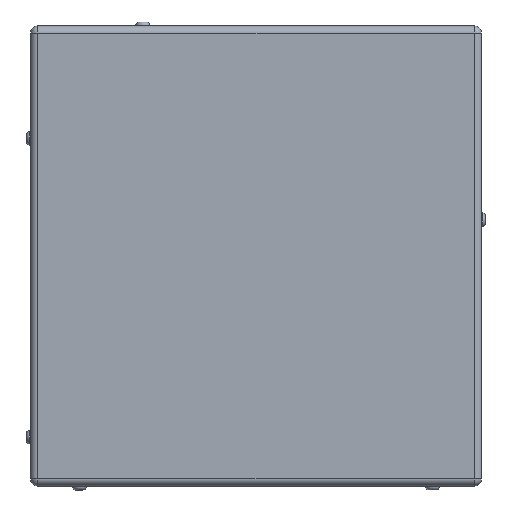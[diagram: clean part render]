
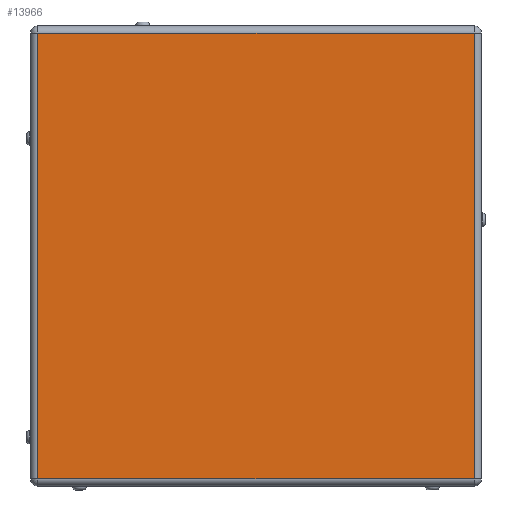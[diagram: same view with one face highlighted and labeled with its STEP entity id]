
A CAD part, left-side view. The second image highlights one B-rep face of the part: STEP entity #13966.
In plain terms, the highlighted face is planar.
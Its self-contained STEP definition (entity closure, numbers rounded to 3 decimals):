
#13654=CARTESIAN_POINT('',(4.,250.,0.0));
#13655=VERTEX_POINT('',#13654);
#13687=CARTESIAN_POINT('',(245.0,250.,0.0));
#13688=VERTEX_POINT('',#13687);
#13713=CARTESIAN_POINT('',(4.,4.,0.0));
#13714=VERTEX_POINT('',#13713);
#13746=CARTESIAN_POINT('',(245.0,4.,0.0));
#13747=VERTEX_POINT('',#13746);
#13811=CARTESIAN_POINT('',(4.,4.,0.0));
#13812=DIRECTION('',(1.0,0.0,0.0));
#13813=VECTOR('',#13812,241.);
#13814=LINE('',#13811,#13813);
#13815=EDGE_CURVE('',#13714,#13747,#13814,.T.);
#13833=CARTESIAN_POINT('',(245.0,4.0,0.0));
#13834=DIRECTION('',(0.0,1.0,0.0));
#13835=VECTOR('',#13834,246.);
#13836=LINE('',#13833,#13835);
#13837=EDGE_CURVE('',#13747,#13688,#13836,.T.);
#13877=CARTESIAN_POINT('',(4.,250.,0.0));
#13878=DIRECTION('',(0.0,-1.0,0.0));
#13879=VECTOR('',#13878,246.);
#13880=LINE('',#13877,#13879);
#13881=EDGE_CURVE('',#13655,#13714,#13880,.T.);
#13894=CARTESIAN_POINT('',(245.0,250.,0.0));
#13895=DIRECTION('',(-1.0,0.0,0.0));
#13896=VECTOR('',#13895,241.);
#13897=LINE('',#13894,#13896);
#13898=EDGE_CURVE('',#13688,#13655,#13897,.T.);
#13955=CARTESIAN_POINT('',(124.5,127.0,0.0));
#13956=DIRECTION('',(0.0,0.0,1.0));
#13957=DIRECTION('',(1.0,0.0,0.0));
#13958=AXIS2_PLACEMENT_3D('',#13955,#13956,#13957);
#13959=PLANE('',#13958);
#13960=ORIENTED_EDGE('',*,*,#13815,.F.);
#13961=ORIENTED_EDGE('',*,*,#13881,.F.);
#13962=ORIENTED_EDGE('',*,*,#13898,.F.);
#13963=ORIENTED_EDGE('',*,*,#13837,.F.);
#13964=EDGE_LOOP('',(#13960,#13961,#13962,#13963));
#13965=FACE_OUTER_BOUND('',#13964,.T.);
#13966=ADVANCED_FACE('',(#13965),#13959,.F.);
